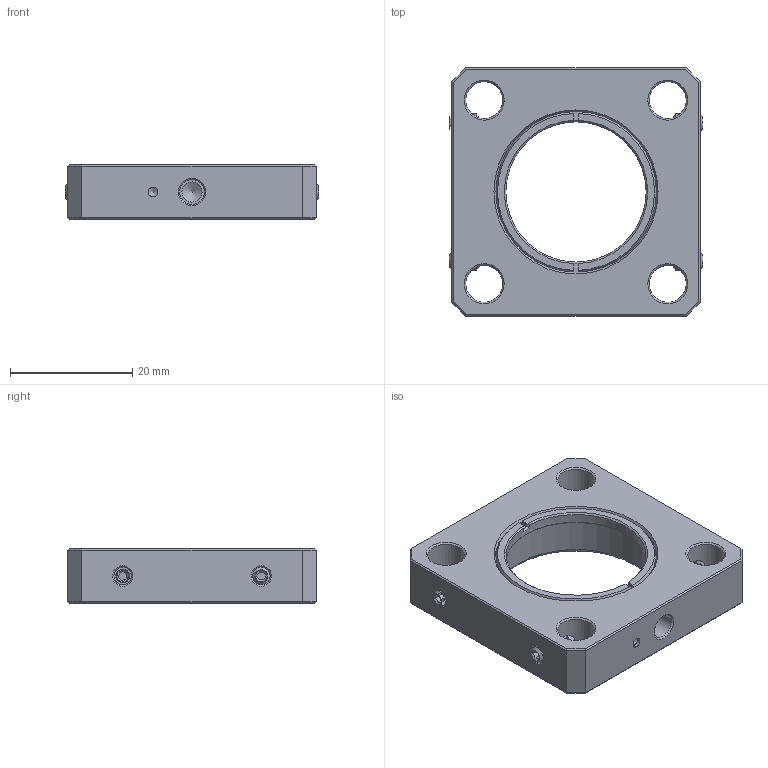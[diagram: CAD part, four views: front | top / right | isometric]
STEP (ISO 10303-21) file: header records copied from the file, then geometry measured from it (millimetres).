
FILE_DESCRIPTION(/* description */ ('STEP AP214'),/* implementation_level */ '2;1');
FILE_NAME(/* name */ '00_Thorlabs_Lens_Holder_CP02_M.ipt.step',/* time_stamp */ '2022-11-29T07:52:48+01:00',/* author */ ('Admin'),/* organization */ ('Thorlabs, Inc.'),/* preprocessor_version */ 'ST-DEVELOPER v18.1',/* originating_system */ 'Autodesk Inventor 2022',/* authorisation */ '');
FILE_SCHEMA (('AUTOMOTIVE_DESIGN { 1 0 10303 214 3 1 1 }'));
Length unit declared in the file: millimetre
Products named in the file (1): CP02_M-Step
Bounding box: 41.4 x 40.64 x 8.89 mm (x, y, z)
Volume: 8776.3 mm3; surface area: 5748.6 mm2
Topology: 6 solids, 6 shells, 400 faces, 1014 edges, 657 vertices
Faces by surface type: plane 240, bspline 101, cone 37, cylinder 22
Full cylindrical faces by diameter (mm): 1.587 x1, 2.261 x4, 2.845 x8, 3.3 x1, 4 x1, 6.02 x4, 22.911 x1, 26.162 x1, 26.289 x1
Entity records: 14333 total; most frequent: CARTESIAN_POINT 4928, ORIENTED_EDGE 2016, DIRECTION 1487, EDGE_CURVE 1008, LINE 701, VECTOR 701, VERTEX_POINT 657, EDGE_LOOP 457
